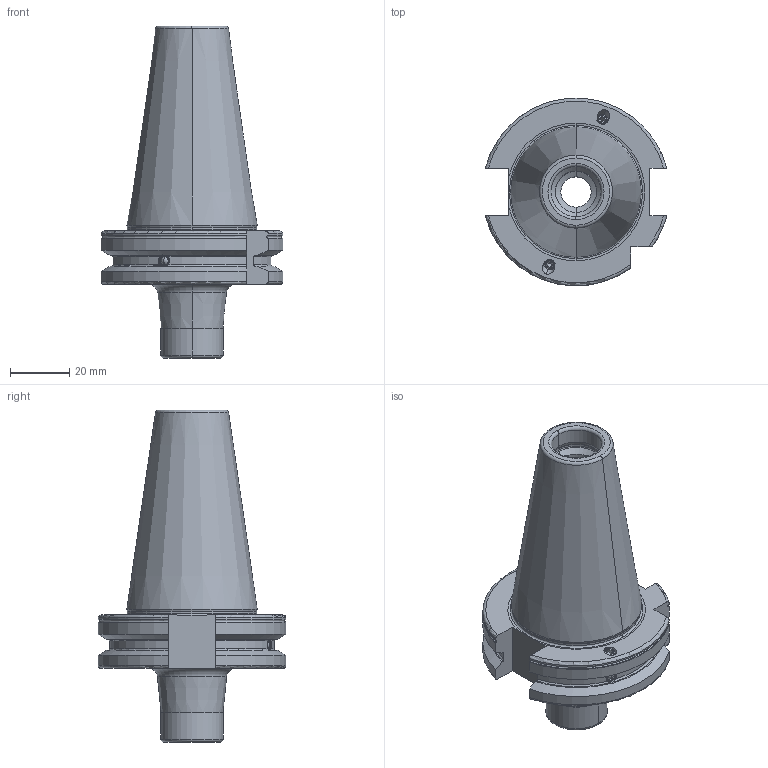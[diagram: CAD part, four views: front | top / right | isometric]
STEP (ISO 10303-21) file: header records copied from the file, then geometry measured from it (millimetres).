
FILE_DESCRIPTION((''),'2;1');
FILE_NAME('DC_403_06_12','2020-11-27T',('101107'),(''),'CREO PARAMETRIC BY PTC INC, 2016260','CREO PARAMETRIC BY PTC INC, 2016260','');
FILE_SCHEMA(('CONFIG_CONTROL_DESIGN'));
Length unit declared in the file: millimetre
Products named in the file (1): DC_403_06_12
Bounding box: 61.48 x 63.54 x 112.4 mm (x, y, z)
Volume: 109672.3 mm3; surface area: 23767.9 mm2
Topology: 1 solids, 7 shells, 270 faces, 634 edges, 371 vertices
Faces by surface type: cone 102, cylinder 64, plane 49, torus 47, sphere 8
Entity records: 8193 total; most frequent: CARTESIAN_POINT 2026, DIRECTION 1350, ORIENTED_EDGE 1240, EDGE_CURVE 620, AXIS2_PLACEMENT_3D 556, VERTEX_POINT 371, EDGE_LOOP 287, CIRCLE 283
